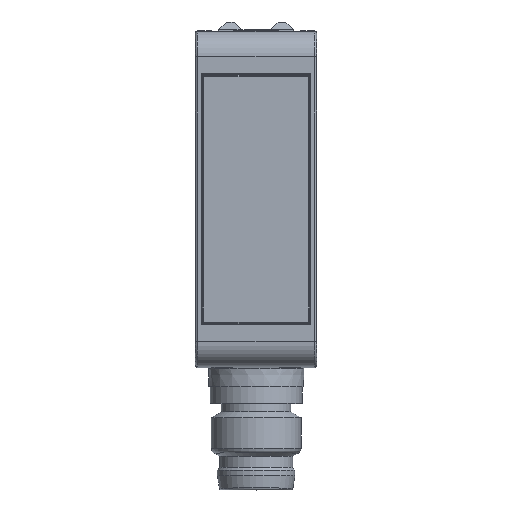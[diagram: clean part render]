
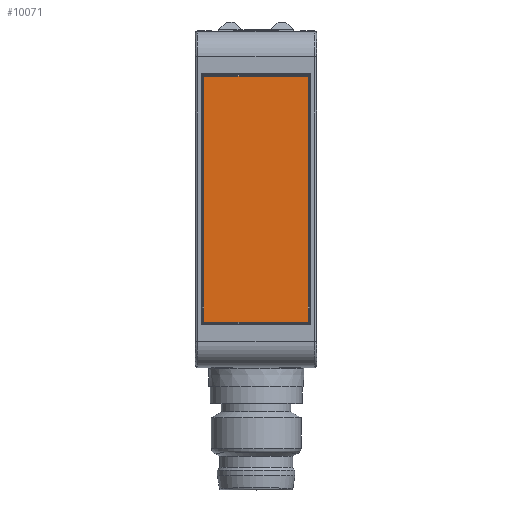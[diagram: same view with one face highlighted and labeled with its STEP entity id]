
A CAD part, top view. The second image highlights one B-rep face of the part: STEP entity #10071.
In plain terms, the highlighted planar face has unit normal (0, 0, 1).
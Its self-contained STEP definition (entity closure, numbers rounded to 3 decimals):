
#1803=FACE_OUTER_BOUND('',#2399,.T.);
#2399=EDGE_LOOP('',(#9244,#9245,#9246,#9247));
#3182=LINE('',#29763,#3967);
#3183=LINE('',#29769,#3968);
#3184=LINE('',#29774,#3969);
#3185=LINE('',#29779,#3970);
#3967=VECTOR('',#13737,21.902);
#3968=VECTOR('',#13746,9.302);
#3969=VECTOR('',#13753,21.902);
#3970=VECTOR('',#13762,9.302);
#4884=VERTEX_POINT('',#29757);
#4885=VERTEX_POINT('',#29761);
#4886=VERTEX_POINT('',#29767);
#4887=VERTEX_POINT('',#29773);
#6333=EDGE_CURVE('',#4885,#4884,#3182,.T.);
#6336=EDGE_CURVE('',#4886,#4885,#3183,.T.);
#6338=EDGE_CURVE('',#4887,#4886,#3184,.T.);
#6341=EDGE_CURVE('',#4884,#4887,#3185,.T.);
#9244=ORIENTED_EDGE('',*,*,#6336,.T.);
#9245=ORIENTED_EDGE('',*,*,#6333,.T.);
#9246=ORIENTED_EDGE('',*,*,#6341,.T.);
#9247=ORIENTED_EDGE('',*,*,#6338,.T.);
#9510=PLANE('',#11059);
#10071=ADVANCED_FACE('',(#1803),#9510,.T.);
#11059=AXIS2_PLACEMENT_3D('',#29780,#13763,#13764);
#13737=DIRECTION('',(0.,-1.,0.));
#13746=DIRECTION('',(-1.,0.,0.));
#13753=DIRECTION('',(0.,1.,0.));
#13762=DIRECTION('',(1.,0.,0.));
#13763=DIRECTION('center_axis',(0.,0.,
1.));
#13764=DIRECTION('ref_axis',(1.,0.,0.));
#29757=CARTESIAN_POINT('',(-20.381,-23.365,27.106));
#29761=CARTESIAN_POINT('',(-20.381,-1.463,27.106));
#29763=CARTESIAN_POINT('',(-20.381,-1.463,27.106));
#29767=CARTESIAN_POINT('',(-11.079,-1.463,27.106));
#29769=CARTESIAN_POINT('',(-11.079,-1.463,27.106));
#29773=CARTESIAN_POINT('',(-11.079,-23.365,27.106));
#29774=CARTESIAN_POINT('',(-11.079,-23.365,27.106));
#29779=CARTESIAN_POINT('',(-20.381,-23.365,27.106));
#29780=CARTESIAN_POINT('Origin',(-10.93,-23.514,27.106));
